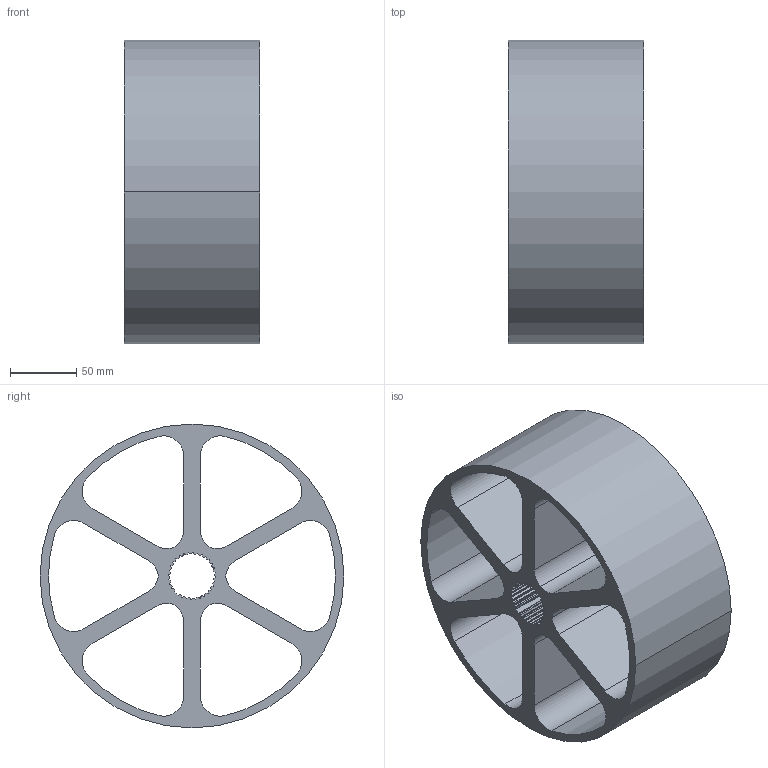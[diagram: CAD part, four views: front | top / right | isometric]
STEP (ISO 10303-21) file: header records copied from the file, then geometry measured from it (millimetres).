
FILE_DESCRIPTION(('CATIA V5 STEP Exchange'),'2;1');
FILE_NAME('Wheel.stp','2018-03-08T00:38:02+00:00',('none'),('none'),'CATIA Version 5 Release 20 GA (IN-10)','CATIA V5 STEP AP203','none');
FILE_SCHEMA(('CONFIG_CONTROL_DESIGN'));
Length unit declared in the file: millimetre
Products named in the file (1): Wheel
Bounding box: 101.6 x 228.6 x 228.6 mm (x, y, z)
Volume: 1307577.9 mm3; surface area: 269774.3 mm2
Topology: 1 solids, 1 shells, 204 faces, 606 edges, 404 vertices
Faces by surface type: extrusion 158, cylinder 32, plane 14
Entity records: 7495 total; most frequent: CARTESIAN_POINT 2626, ORIENTED_EDGE 1212, EDGE_CURVE 606, DIRECTION 518, B_SPLINE_CURVE_WITH_KNOTS 474, VERTEX_POINT 404, VECTOR 384, LINE 226
